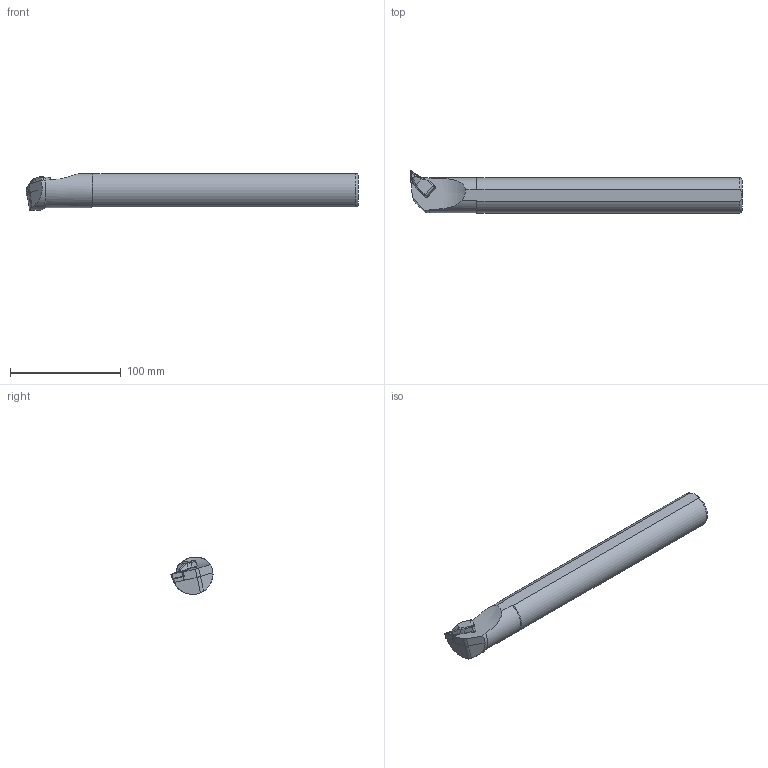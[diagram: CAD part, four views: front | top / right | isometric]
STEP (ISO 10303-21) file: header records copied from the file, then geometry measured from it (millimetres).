
FILE_DESCRIPTION(/* description */ (''),/* implementation_level */ '2;1');
FILE_NAME(/* name */ 'S32T-TDUNL-11.stp',/* time_stamp */ '2023-10-09T19:20:06+03:00',/* author */ (''),/* organization */ (''),/* preprocessor_version */ 'ST-DEVELOPER v19.4',/* originating_system */ 'SIEMENS PLM Software NX2306.3001',/* authorisation */ '');
FILE_SCHEMA (('AUTOMOTIVE_DESIGN { 1 0 10303 214 3 1 1 1 }'));
Length unit declared in the file: millimetre
Products named in the file (1): S32T-TDUNL-11
Bounding box: 300 x 38 x 33.25 mm (x, y, z)
Volume: 227557.6 mm3; surface area: 31893.7 mm2
Topology: 2 solids, 2 shells, 155 faces, 390 edges, 243 vertices
Faces by surface type: plane 62, cylinder 51, cone 23, bspline 14, torus 3, sphere 2
Full cylindrical faces by diameter (mm): 3.4 x1, 3.8 x1
Entity records: 5644 total; most frequent: CARTESIAN_POINT 1633, DIRECTION 760, ORIENTED_EDGE 754, EDGE_CURVE 377, AXIS2_PLACEMENT_3D 291, VERTEX_POINT 240, LINE 178, VECTOR 178
